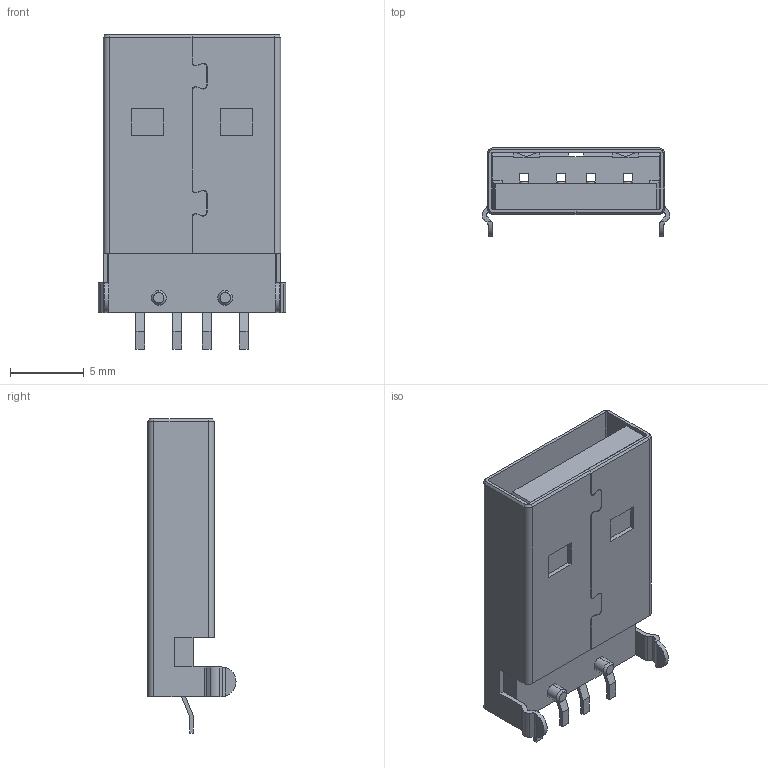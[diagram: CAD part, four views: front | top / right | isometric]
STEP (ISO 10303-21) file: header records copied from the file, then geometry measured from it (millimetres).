
FILE_DESCRIPTION((''),'2;1');
FILE_NAME('480371000','2010-05-31T',('pnb'),(''),'PRO/ENGINEER BY PARAMETRIC TECHNOLOGY CORPORATION, 2003451','PRO/ENGINEER BY PARAMETRIC TECHNOLOGY CORPORATION, 2003451','');
FILE_SCHEMA(('CONFIG_CONTROL_DESIGN'));
Length unit declared in the file: millimetre
Products named in the file (1): 480371000
Bounding box: 12.7 x 5.97 x 21.28 mm (x, y, z)
Volume: 700.7 mm3; surface area: 1869.5 mm2
Topology: 1 solids, 1 shells, 302 faces, 901 edges, 602 vertices
Faces by surface type: plane 224, cylinder 62, bspline 8, cone 8
Entity records: 10292 total; most frequent: CARTESIAN_POINT 2038, ORIENTED_EDGE 1742, DIRECTION 1623, EDGE_CURVE 871, VECTOR 737, LINE 737, VERTEX_POINT 570, AXIS2_PLACEMENT_3D 443
